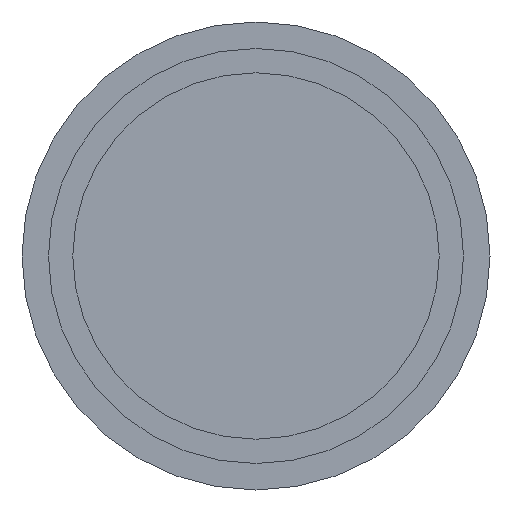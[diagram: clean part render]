
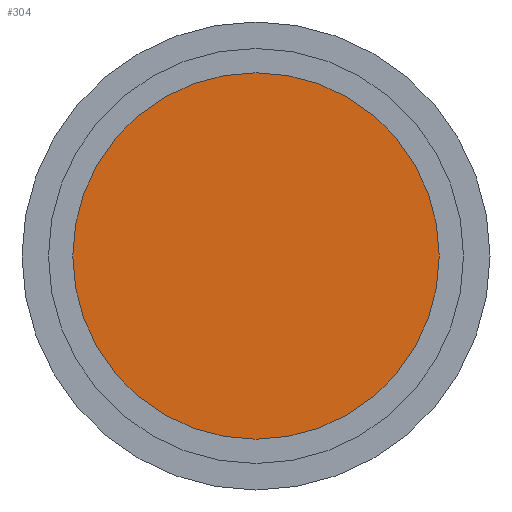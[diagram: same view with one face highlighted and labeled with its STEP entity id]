
A CAD part, left-side view. The second image highlights one B-rep face of the part: STEP entity #304.
In plain terms, the highlighted planar face has unit normal (-1, 0, 0).
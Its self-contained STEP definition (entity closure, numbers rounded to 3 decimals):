
#23 = DIRECTION ( 'NONE',  ( -1., 0., 0. ) ) ;
#27 = PLANE ( 'NONE',  #372 ) ;
#32 = VERTEX_POINT ( 'NONE', #373 ) ;
#60 = CARTESIAN_POINT ( 'NONE',  ( -10.668, 0., 0. ) ) ;
#74 = CARTESIAN_POINT ( 'NONE',  ( -10.668, -15.868, -41.5 ) ) ;
#97 = AXIS2_PLACEMENT_3D ( 'NONE', #181, #487, #414 ) ;
#175 = DIRECTION ( 'NONE',  ( 0., 0., 1. ) ) ;
#181 = CARTESIAN_POINT ( 'NONE',  ( -10.668, -15.868, 0. ) ) ;
#195 = CIRCLE ( 'NONE', #471, 41.5 ) ;
#198 = EDGE_LOOP ( 'NONE', ( #481, #270 ) ) ;
#203 = DIRECTION ( 'NONE',  ( 1., 0., 0. ) ) ;
#246 = DIRECTION ( 'NONE',  ( 0., 0., -1. ) ) ;
#270 = ORIENTED_EDGE ( 'NONE', *, *, #417, .T. ) ;
#277 = FACE_OUTER_BOUND ( 'NONE', #198, .T. ) ;
#304 = ADVANCED_FACE ( 'NONE', ( #277 ), #27, .F. ) ;
#372 = AXIS2_PLACEMENT_3D ( 'NONE', #60, #203, #246 ) ;
#373 = CARTESIAN_POINT ( 'NONE',  ( -10.668, -15.868, 41.5 ) ) ;
#385 = EDGE_CURVE ( 'NONE', #32, #446, #195, .T. ) ;
#414 = DIRECTION ( 'NONE',  ( 0., 0., 1. ) ) ;
#417 = EDGE_CURVE ( 'NONE', #446, #32, #460, .T. ) ;
#433 = CARTESIAN_POINT ( 'NONE',  ( -10.668, -15.868, 0. ) ) ;
#446 = VERTEX_POINT ( 'NONE', #74 ) ;
#460 = CIRCLE ( 'NONE', #97, 41.5 ) ;
#471 = AXIS2_PLACEMENT_3D ( 'NONE', #433, #23, #175 ) ;
#481 = ORIENTED_EDGE ( 'NONE', *, *, #385, .T. ) ;
#487 = DIRECTION ( 'NONE',  ( -1., 0., 0. ) ) ;
